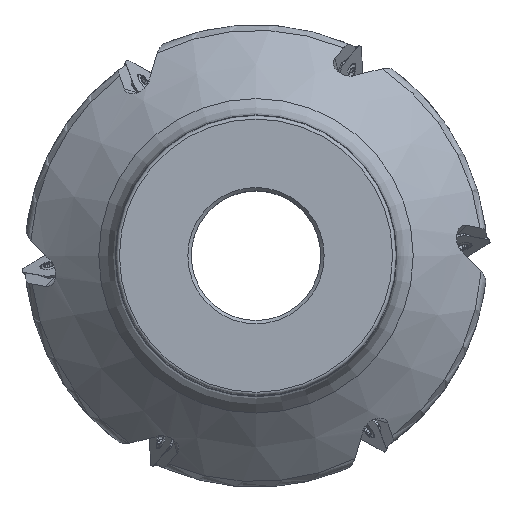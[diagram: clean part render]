
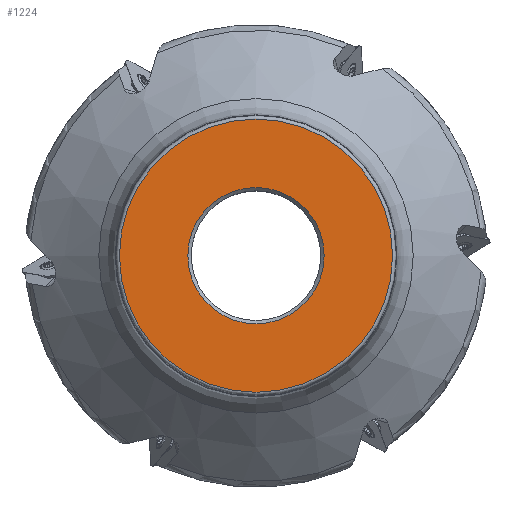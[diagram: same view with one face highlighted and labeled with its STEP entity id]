
A CAD part, top view. The second image highlights one B-rep face of the part: STEP entity #1224.
In plain terms, the highlighted planar face has unit normal (0, 0, 1).
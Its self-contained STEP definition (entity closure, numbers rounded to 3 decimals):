
#1224=ADVANCED_FACE('SU_1',(#2414,#2415),#1776,.F.);
#1776=PLANE('',#12464);
#2163=CIRCLE('',#12462,40.193);
#2164=CIRCLE('',#12463,20.056);
#2414=FACE_BOUND('',#2696,.T.);
#2415=FACE_BOUND('',#2697,.T.);
#2696=EDGE_LOOP('',(#4995));
#2697=EDGE_LOOP('',(#4996));
#4995=ORIENTED_EDGE('',*,*,#9595,.T.);
#4996=ORIENTED_EDGE('',*,*,#9596,.F.);
#8264=VERTEX_POINT('',#19842);
#8265=VERTEX_POINT('',#19844);
#9595=EDGE_CURVE('',#8264,#8264,#2163,.T.);
#9596=EDGE_CURVE('',#8265,#8265,#2164,.T.);
#12462=AXIS2_PLACEMENT_3D('',#19841,#14130,#14131);
#12463=AXIS2_PLACEMENT_3D('',#19843,#14132,#14133);
#12464=AXIS2_PLACEMENT_3D('',#19845,#14134,#14135);
#14130=DIRECTION('',(0.,0.,1.));
#14131=DIRECTION('',(1.,0.,0.));
#14132=DIRECTION('',(0.,0.,1.));
#14133=DIRECTION('',(1.,0.,0.));
#14134=DIRECTION('',(0.,0.,-1.));
#14135=DIRECTION('',(-1.,0.,0.));
#19841=CARTESIAN_POINT('',(0.,0.,0.));
#19842=CARTESIAN_POINT('',(40.193,0.,0.));
#19843=CARTESIAN_POINT('',(0.,0.,0.));
#19844=CARTESIAN_POINT('',(20.056,0.,0.));
#19845=CARTESIAN_POINT('',(-41.193,0.,0.));
